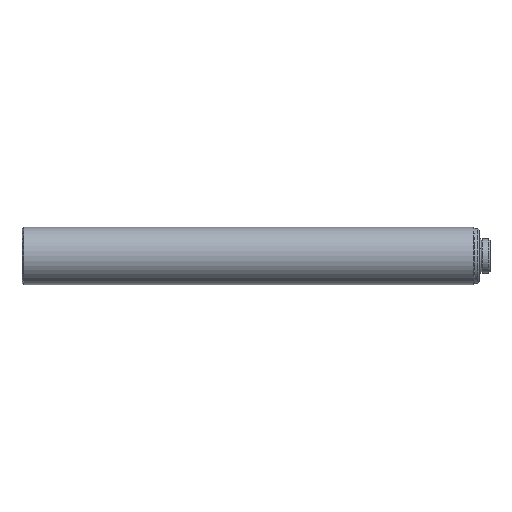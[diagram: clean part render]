
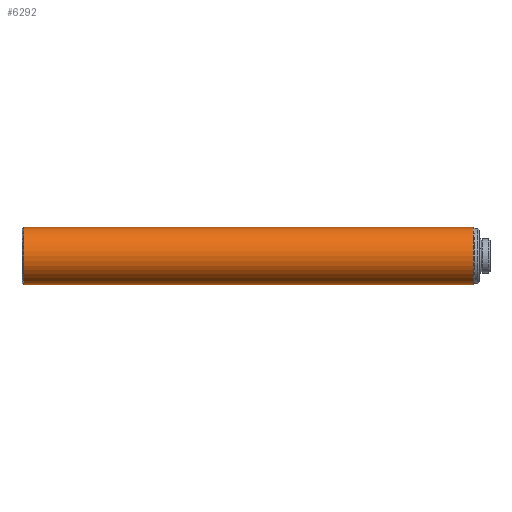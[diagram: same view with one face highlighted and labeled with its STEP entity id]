
A CAD part, front view. The second image highlights one B-rep face of the part: STEP entity #6292.
In plain terms, the highlighted cylindrical face has radius 19 mm (diameter 38 mm), a partial arc.
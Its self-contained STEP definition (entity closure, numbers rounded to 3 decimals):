
#38 = DIRECTION ( 'NONE',  ( 0., 0., 1. ) ) ;
#123 = LINE ( 'NONE', #3964, #1765 ) ;
#490 = DIRECTION ( 'NONE',  ( -1., 0., 0. ) ) ;
#568 = CARTESIAN_POINT ( 'NONE',  ( 298.034, 0., 19. ) ) ;
#786 = AXIS2_PLACEMENT_3D ( 'NONE', #7108, #997, #38 ) ;
#997 = DIRECTION ( 'NONE',  ( -1., 0., 0. ) ) ;
#1281 = AXIS2_PLACEMENT_3D ( 'NONE', #4122, #6514, #3002 ) ;
#1765 = VECTOR ( 'NONE', #490, 1000. ) ;
#1945 = CARTESIAN_POINT ( 'NONE',  ( 1., 0., 19. ) ) ;
#2435 = ORIENTED_EDGE ( 'NONE', *, *, #7258, .T. ) ;
#2474 = CIRCLE ( 'NONE', #5756, 19. ) ;
#3002 = DIRECTION ( 'NONE',  ( 0., 0., 1. ) ) ;
#3158 = DIRECTION ( 'NONE',  ( -1., 0., 0. ) ) ;
#3274 = EDGE_CURVE ( 'NONE', #6163, #3658, #2474, .T. ) ;
#3385 = CARTESIAN_POINT ( 'NONE',  ( 1., 0., -19. ) ) ;
#3490 = EDGE_CURVE ( 'NONE', #3700, #3658, #5882, .T. ) ;
#3566 = VECTOR ( 'NONE', #4937, 1000. ) ;
#3658 = VERTEX_POINT ( 'NONE', #1945 ) ;
#3700 = VERTEX_POINT ( 'NONE', #568 ) ;
#3964 = CARTESIAN_POINT ( 'NONE',  ( 0., 0., -19. ) ) ;
#4122 = CARTESIAN_POINT ( 'NONE',  ( 298.034, 0., 0. ) ) ;
#4268 = ORIENTED_EDGE ( 'NONE', *, *, #6357, .F. ) ;
#4779 = ORIENTED_EDGE ( 'NONE', *, *, #3274, .F. ) ;
#4937 = DIRECTION ( 'NONE',  ( -1., 0., 0. ) ) ;
#5052 = CYLINDRICAL_SURFACE ( 'NONE', #786, 19. ) ;
#5327 = VERTEX_POINT ( 'NONE', #7741 ) ;
#5756 = AXIS2_PLACEMENT_3D ( 'NONE', #5792, #3158, #8660 ) ;
#5792 = CARTESIAN_POINT ( 'NONE',  ( 1., 0., 0. ) ) ;
#5821 = EDGE_LOOP ( 'NONE', ( #4268, #2435, #7405, #4779 ) ) ;
#5882 = LINE ( 'NONE', #7011, #3566 ) ;
#6163 = VERTEX_POINT ( 'NONE', #3385 ) ;
#6292 = ADVANCED_FACE ( 'NONE', ( #8794 ), #5052, .T. ) ;
#6357 = EDGE_CURVE ( 'NONE', #5327, #6163, #123, .T. ) ;
#6514 = DIRECTION ( 'NONE',  ( -1., 0., 0. ) ) ;
#7011 = CARTESIAN_POINT ( 'NONE',  ( 0., 0., 19. ) ) ;
#7108 = CARTESIAN_POINT ( 'NONE',  ( 0., 0., 0. ) ) ;
#7258 = EDGE_CURVE ( 'NONE', #5327, #3700, #9052, .T. ) ;
#7405 = ORIENTED_EDGE ( 'NONE', *, *, #3490, .T. ) ;
#7741 = CARTESIAN_POINT ( 'NONE',  ( 298.034, 0., -19. ) ) ;
#8660 = DIRECTION ( 'NONE',  ( 0., 0., 1. ) ) ;
#8794 = FACE_OUTER_BOUND ( 'NONE', #5821, .T. ) ;
#9052 = CIRCLE ( 'NONE', #1281, 19. ) ;
